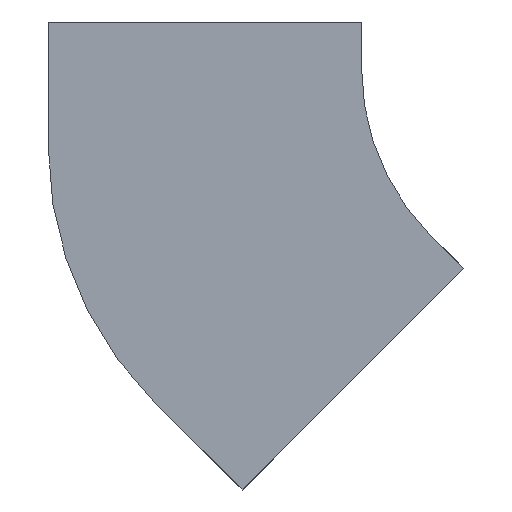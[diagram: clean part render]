
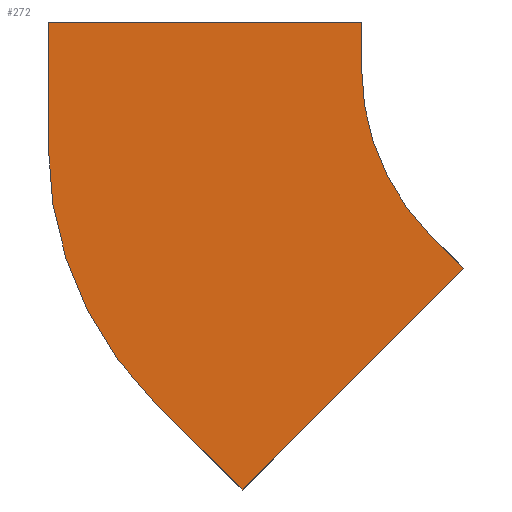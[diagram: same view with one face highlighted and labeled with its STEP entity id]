
A CAD part, front view. The second image highlights one B-rep face of the part: STEP entity #272.
In plain terms, the highlighted planar face has unit normal (0, -1, 0).
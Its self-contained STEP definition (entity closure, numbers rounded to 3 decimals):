
#32 = CARTESIAN_POINT ( 'NONE',  ( -100., 0., 0. ) ) ;
#33 = DIRECTION ( 'NONE',  ( 0., 0., 1. ) ) ;
#48 = CARTESIAN_POINT ( 'NONE',  ( -100., 0., 0. ) ) ;
#49 = DIRECTION ( 'NONE',  ( 1., 0., 0. ) ) ;
#74 = CARTESIAN_POINT ( 'NONE',  ( 100., 0., 0. ) ) ;
#75 = DIRECTION ( 'NONE',  ( 0., 0., -1. ) ) ;
#89 = CARTESIAN_POINT ( 'NONE',  ( 250., 0., -30. ) ) ;
#90 = DIRECTION ( 'NONE',  ( 0., -1., 0. ) ) ;
#91 = DIRECTION ( 'NONE',  ( 0., 0., -1. ) ) ;
#108 = CARTESIAN_POINT ( 'NONE',  ( 165.147, 0., -157.279 ) ) ;
#109 = DIRECTION ( 'NONE',  ( 0.707, 0., -0.707 ) ) ;
#113 = CARTESIAN_POINT ( 'NONE',  ( 23.726, 0., -298.701 ) ) ;
#135 = DIRECTION ( 'NONE',  ( -0.707, 0., -0.707 ) ) ;
#137 = CARTESIAN_POINT ( 'NONE',  ( 100., 0., -30. ) ) ;
#145 = CARTESIAN_POINT ( 'NONE',  ( 143.934, 0., -136.066 ) ) ;
#151 = CARTESIAN_POINT ( 'NONE',  ( 165.147, 0., -157.279 ) ) ;
#160 = CARTESIAN_POINT ( 'NONE',  ( 23.726, 0., -298.701 ) ) ;
#167 = CARTESIAN_POINT ( 'NONE',  ( -32.635, 0., -242.34 ) ) ;
#225 = CARTESIAN_POINT ( 'NONE',  ( -32.635, 0., -242.34 ) ) ;
#226 = DIRECTION ( 'NONE',  ( -0.707, 0., 0.707 ) ) ;
#239 = CARTESIAN_POINT ( 'NONE',  ( 130., 0., -79.706 ) ) ;
#240 = DIRECTION ( 'NONE',  ( 0., 1., 0. ) ) ;
#241 = DIRECTION ( 'NONE',  ( 0., 0., 1. ) ) ;
#272 = ADVANCED_FACE ( 'NONE', ( #1426 ), #514, .F. ) ;
#366 = CARTESIAN_POINT ( 'NONE',  ( -100., 0., -79.706 ) ) ;
#377 = CARTESIAN_POINT ( 'NONE',  ( -100., 0., 0. ) ) ;
#378 = CARTESIAN_POINT ( 'NONE',  ( 100., 0., 0. ) ) ;
#510 = DIRECTION ( 'NONE',  ( 0., 0., 1. ) ) ;
#511 = DIRECTION ( 'NONE',  ( 0., 1., 0. ) ) ;
#514 = PLANE ( 'NONE',  #798 ) ;
#520 = CARTESIAN_POINT ( 'NONE',  ( 130., 0., -79.706 ) ) ;
#727 = EDGE_CURVE ( 'NONE', #1210, #1218, #1579, .T. ) ;
#731 = EDGE_CURVE ( 'NONE', #1218, #1227, #1586, .T. ) ;
#746 = EDGE_CURVE ( 'NONE', #1227, #885, #1613, .T. ) ;
#749 = EDGE_CURVE ( 'NONE', #885, #891, #1616, .T. ) ;
#760 = EDGE_CURVE ( 'NONE', #891, #897, #1635, .T. ) ;
#769 = EDGE_CURVE ( 'NONE', #897, #906, #1638, .T. ) ;
#798 = AXIS2_PLACEMENT_3D ( 'NONE', #520, #511, #510 ) ;
#838 = AXIS2_PLACEMENT_3D ( 'NONE', #89, #90, #91 ) ;
#848 = AXIS2_PLACEMENT_3D ( 'NONE', #239, #240, #241 ) ;
#885 = VERTEX_POINT ( 'NONE', #137 ) ;
#891 = VERTEX_POINT ( 'NONE', #145 ) ;
#897 = VERTEX_POINT ( 'NONE', #151 ) ;
#906 = VERTEX_POINT ( 'NONE', #160 ) ;
#913 = VERTEX_POINT ( 'NONE', #167 ) ;
#1037 = ORIENTED_EDGE ( 'NONE', *, *, #1180, .F. ) ;
#1038 = ORIENTED_EDGE ( 'NONE', *, *, #769, .F. ) ;
#1039 = ORIENTED_EDGE ( 'NONE', *, *, #760, .F. ) ;
#1040 = ORIENTED_EDGE ( 'NONE', *, *, #749, .F. ) ;
#1041 = ORIENTED_EDGE ( 'NONE', *, *, #746, .F. ) ;
#1042 = ORIENTED_EDGE ( 'NONE', *, *, #731, .F. ) ;
#1043 = ORIENTED_EDGE ( 'NONE', *, *, #727, .F. ) ;
#1044 = ORIENTED_EDGE ( 'NONE', *, *, #1183, .F. ) ;
#1180 = EDGE_CURVE ( 'NONE', #906, #913, #1667, .T. ) ;
#1183 = EDGE_CURVE ( 'NONE', #913, #1210, #1672, .T. ) ;
#1210 = VERTEX_POINT ( 'NONE', #366 ) ;
#1218 = VERTEX_POINT ( 'NONE', #377 ) ;
#1227 = VERTEX_POINT ( 'NONE', #378 ) ;
#1374 = EDGE_LOOP ( 'NONE', ( #1037, #1038, #1039, #1040, #1041, #1042, #1043, #1044 ) ) ;
#1426 = FACE_OUTER_BOUND ( 'NONE', #1374, .T. ) ;
#1579 = LINE ( 'NONE', #32, #1581 ) ;
#1581 = VECTOR ( 'NONE', #33, 1000. ) ;
#1586 = LINE ( 'NONE', #48, #1589 ) ;
#1589 = VECTOR ( 'NONE', #49, 1000. ) ;
#1613 = LINE ( 'NONE', #74, #1615 ) ;
#1615 = VECTOR ( 'NONE', #75, 1000. ) ;
#1616 = CIRCLE ( 'NONE', #838, 150. ) ;
#1635 = LINE ( 'NONE', #108, #1637 ) ;
#1637 = VECTOR ( 'NONE', #109, 1000. ) ;
#1638 = LINE ( 'NONE', #113, #1655 ) ;
#1655 = VECTOR ( 'NONE', #135, 1000. ) ;
#1667 = LINE ( 'NONE', #225, #1669 ) ;
#1669 = VECTOR ( 'NONE', #226, 1000. ) ;
#1672 = CIRCLE ( 'NONE', #848, 230. ) ;
